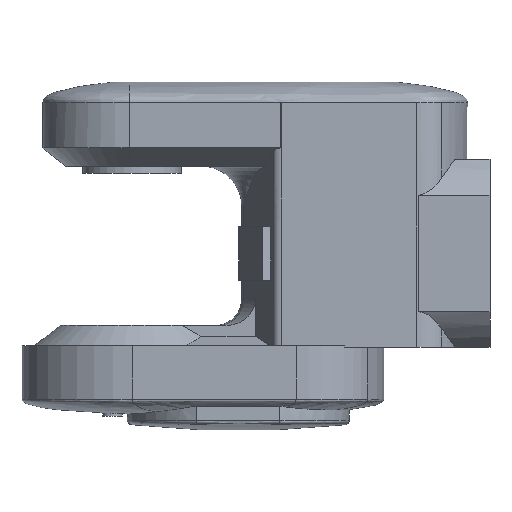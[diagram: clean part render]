
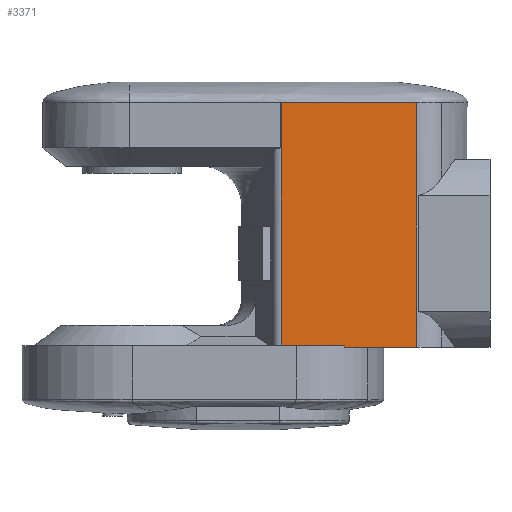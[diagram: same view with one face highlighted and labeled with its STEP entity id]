
A CAD part, front view. The second image highlights one B-rep face of the part: STEP entity #3371.
In plain terms, the highlighted planar face has unit normal (0, -1, 0).
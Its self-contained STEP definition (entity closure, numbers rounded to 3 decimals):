
#33 = VERTEX_POINT ( 'NONE', #2009 ) ;
#46 = DIRECTION ( 'NONE',  ( 1., 0., 0. ) ) ;
#73 = CARTESIAN_POINT ( 'NONE',  ( 166.642, -105., -103. ) ) ;
#110 = LINE ( 'NONE', #491, #6580 ) ;
#111 = EDGE_CURVE ( 'NONE', #512, #33, #1497, .T. ) ;
#241 = EDGE_LOOP ( 'NONE', ( #2370, #569, #389, #701, #4195, #1847 ) ) ;
#389 = ORIENTED_EDGE ( 'NONE', *, *, #111, .F. ) ;
#491 = CARTESIAN_POINT ( 'NONE',  ( 166.642, -105., -105. ) ) ;
#512 = VERTEX_POINT ( 'NONE', #2901 ) ;
#569 = ORIENTED_EDGE ( 'NONE', *, *, #5924, .T. ) ;
#572 = DIRECTION ( 'NONE',  ( 0., 1., 0. ) ) ;
#637 = CARTESIAN_POINT ( 'NONE',  ( 166.642, -105., 168.5 ) ) ;
#701 = ORIENTED_EDGE ( 'NONE', *, *, #3154, .F. ) ;
#794 = VECTOR ( 'NONE', #3727, 1000. ) ;
#872 = EDGE_CURVE ( 'NONE', #1372, #1482, #4199, .T. ) ;
#1255 = EDGE_CURVE ( 'NONE', #1388, #1520, #4529, .T. ) ;
#1372 = VERTEX_POINT ( 'NONE', #4041 ) ;
#1388 = VERTEX_POINT ( 'NONE', #5021 ) ;
#1482 = VERTEX_POINT ( 'NONE', #5467 ) ;
#1497 = LINE ( 'NONE', #1528, #6757 ) ;
#1520 = VERTEX_POINT ( 'NONE', #4643 ) ;
#1528 = CARTESIAN_POINT ( 'NONE',  ( 317.583, -105., 168.5 ) ) ;
#1847 = ORIENTED_EDGE ( 'NONE', *, *, #2386, .T. ) ;
#1906 = CARTESIAN_POINT ( 'NONE',  ( 237.304, -105., -103. ) ) ;
#1935 = DIRECTION ( 'NONE',  ( 0., 0., 1. ) ) ;
#2009 = CARTESIAN_POINT ( 'NONE',  ( 317.583, -105., -105. ) ) ;
#2114 = FACE_OUTER_BOUND ( 'NONE', #241, .T. ) ;
#2370 = ORIENTED_EDGE ( 'NONE', *, *, #1255, .F. ) ;
#2386 = EDGE_CURVE ( 'NONE', #1482, #1520, #5678, .T. ) ;
#2532 = AXIS2_PLACEMENT_3D ( 'NONE', #637, #572, #5314 ) ;
#2723 = DIRECTION ( 'NONE',  ( 0., 0., -1. ) ) ;
#2855 = VECTOR ( 'NONE', #4206, 1000. ) ;
#2901 = CARTESIAN_POINT ( 'NONE',  ( 317.583, -105., 168.5 ) ) ;
#3088 = DIRECTION ( 'NONE',  ( 0., 0., -1. ) ) ;
#3154 = EDGE_CURVE ( 'NONE', #1372, #512, #5261, .T. ) ;
#3207 = CARTESIAN_POINT ( 'NONE',  ( 166.642, -105., 168.5 ) ) ;
#3371 = ADVANCED_FACE ( 'NONE', ( #2114 ), #6307, .F. ) ;
#3727 = DIRECTION ( 'NONE',  ( 1., 0., 0. ) ) ;
#4041 = CARTESIAN_POINT ( 'NONE',  ( 166.642, -105., 168.5 ) ) ;
#4195 = ORIENTED_EDGE ( 'NONE', *, *, #872, .T. ) ;
#4199 = LINE ( 'NONE', #5702, #6556 ) ;
#4206 = DIRECTION ( 'NONE',  ( 1., 0., 0. ) ) ;
#4529 = LINE ( 'NONE', #1906, #5236 ) ;
#4643 = CARTESIAN_POINT ( 'NONE',  ( 237.304, -105., -103. ) ) ;
#5021 = CARTESIAN_POINT ( 'NONE',  ( 237.304, -105., -105. ) ) ;
#5236 = VECTOR ( 'NONE', #1935, 1000. ) ;
#5261 = LINE ( 'NONE', #3207, #2855 ) ;
#5314 = DIRECTION ( 'NONE',  ( 1., 0., 0. ) ) ;
#5467 = CARTESIAN_POINT ( 'NONE',  ( 166.642, -105., -103. ) ) ;
#5678 = LINE ( 'NONE', #73, #794 ) ;
#5702 = CARTESIAN_POINT ( 'NONE',  ( 166.642, -105., 168.5 ) ) ;
#5924 = EDGE_CURVE ( 'NONE', #1388, #33, #110, .T. ) ;
#6307 = PLANE ( 'NONE',  #2532 ) ;
#6556 = VECTOR ( 'NONE', #2723, 1000. ) ;
#6580 = VECTOR ( 'NONE', #46, 1000. ) ;
#6757 = VECTOR ( 'NONE', #3088, 1000. ) ;
